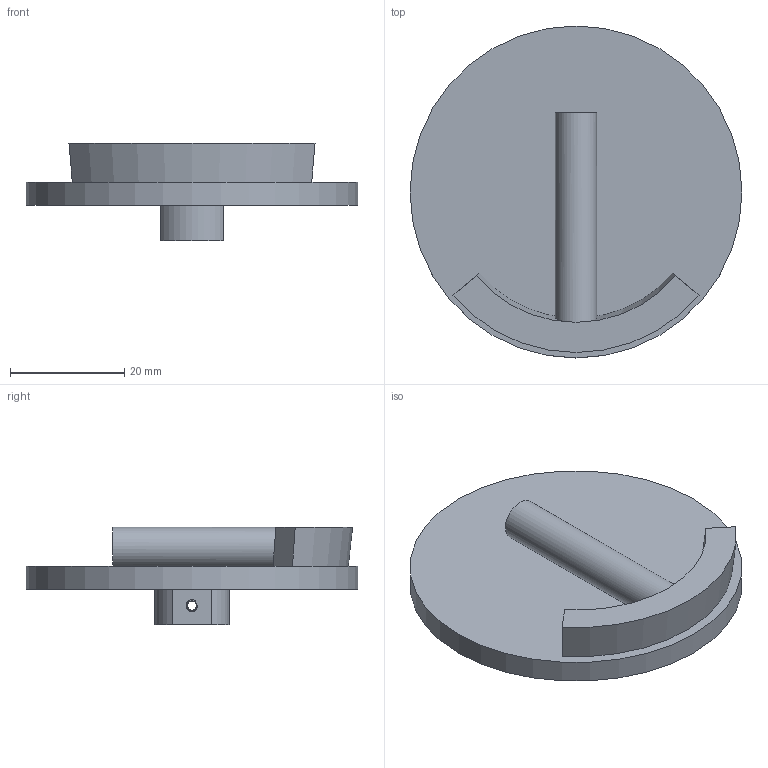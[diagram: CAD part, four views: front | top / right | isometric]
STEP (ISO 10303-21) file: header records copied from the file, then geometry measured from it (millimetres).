
FILE_DESCRIPTION(/* description */ (''),/* implementation_level */ '2;1');
FILE_NAME(/* name */ 'X Axis Platform.step',/* time_stamp */ '2025-10-26T15:10:41Z',/* author */ (''),/* organization */ (''),/* preprocessor_version */ 'ST-DEVELOPER v20.1',/* originating_system */ 'Autodesk Translation Framework v14.17.0.0',/* authorisation */ '');
FILE_SCHEMA (('AUTOMOTIVE_DESIGN { 1 0 10303 214 3 1 1 }'));
Length unit declared in the file: millimetre
Products named in the file (1): X Axis Platform
Bounding box: 58 x 58 x 17 mm (x, y, z)
Volume: 14015.8 mm3; surface area: 7870.3 mm2
Topology: 1 solids, 1 shells, 74 faces, 200 edges, 133 vertices
Faces by surface type: cylinder 53, plane 14, bspline 4, cone 3
Full cylindrical faces by diameter (mm): 1.623 x9, 2.074 x5, 3.8 x1, 4.5 x1, 58 x1
Entity records: 5075 total; most frequent: CARTESIAN_POINT 3343, ORIENTED_EDGE 400, DIRECTION 275, EDGE_CURVE 200, VERTEX_POINT 133, AXIS2_PLACEMENT_3D 102, B_SPLINE_CURVE_WITH_KNOTS 98, EDGE_LOOP 83
